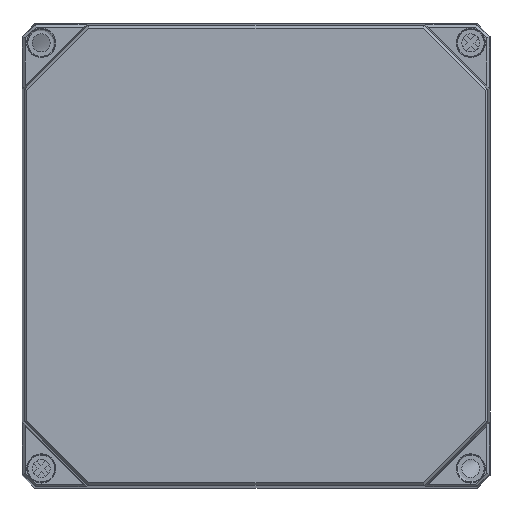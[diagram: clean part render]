
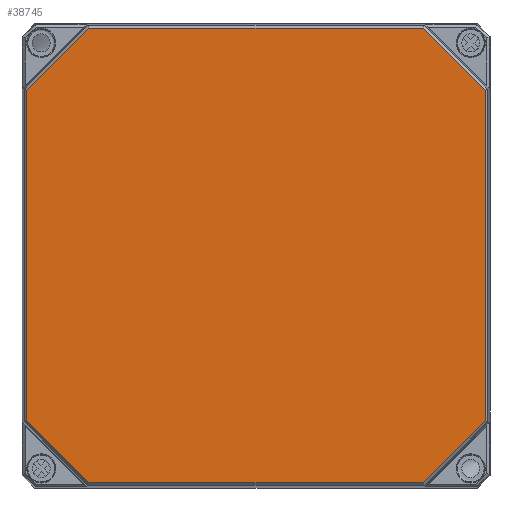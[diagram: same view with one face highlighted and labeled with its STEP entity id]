
A CAD part, top view. The second image highlights one B-rep face of the part: STEP entity #38745.
In plain terms, the highlighted planar face has unit normal (0, 0, 1).
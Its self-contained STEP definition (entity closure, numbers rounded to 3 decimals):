
#1156=PLANE('',#42052);
#4136=LINE('',#73145,#7185);
#4139=LINE('',#73150,#7188);
#4142=LINE('',#73155,#7191);
#4144=LINE('',#73159,#7193);
#4147=LINE('',#73164,#7196);
#4149=LINE('',#73168,#7198);
#4152=LINE('',#73173,#7201);
#4154=LINE('',#73176,#7203);
#7185=VECTOR('',#51061,10.);
#7188=VECTOR('',#51066,10.);
#7191=VECTOR('',#51071,10.);
#7193=VECTOR('',#51075,10.);
#7196=VECTOR('',#51080,10.);
#7198=VECTOR('',#51084,10.);
#7201=VECTOR('',#51089,10.);
#7203=VECTOR('',#51093,10.);
#10310=FACE_OUTER_BOUND('',#12813,.T.);
#12813=EDGE_LOOP('',(#34845,#34846,#34847,#34848,#34849,#34850,#34851,#34852));
#18797=VERTEX_POINT('',#73143);
#18798=VERTEX_POINT('',#73144);
#18799=VERTEX_POINT('',#73149);
#18800=VERTEX_POINT('',#73154);
#18801=VERTEX_POINT('',#73158);
#18802=VERTEX_POINT('',#73163);
#18803=VERTEX_POINT('',#73167);
#18804=VERTEX_POINT('',#73172);
#24195=EDGE_CURVE('',#18797,#18798,#4136,.T.);
#24198=EDGE_CURVE('',#18798,#18799,#4139,.T.);
#24201=EDGE_CURVE('',#18799,#18800,#4142,.T.);
#24203=EDGE_CURVE('',#18800,#18801,#4144,.T.);
#24206=EDGE_CURVE('',#18801,#18802,#4147,.T.);
#24208=EDGE_CURVE('',#18802,#18803,#4149,.T.);
#24211=EDGE_CURVE('',#18803,#18804,#4152,.T.);
#24213=EDGE_CURVE('',#18804,#18797,#4154,.T.);
#34845=ORIENTED_EDGE('',*,*,#24195,.F.);
#34846=ORIENTED_EDGE('',*,*,#24213,.F.);
#34847=ORIENTED_EDGE('',*,*,#24211,.F.);
#34848=ORIENTED_EDGE('',*,*,#24208,.F.);
#34849=ORIENTED_EDGE('',*,*,#24206,.F.);
#34850=ORIENTED_EDGE('',*,*,#24203,.F.);
#34851=ORIENTED_EDGE('',*,*,#24201,.F.);
#34852=ORIENTED_EDGE('',*,*,#24198,.F.);
#38745=ADVANCED_FACE('',(#10310),#1156,.T.);
#42052=AXIS2_PLACEMENT_3D('',#73198,#51109,#51110);
#51061=DIRECTION('',(0.707,-0.707,0.));
#51066=DIRECTION('',(0.,-1.,0.));
#51071=DIRECTION('',(-0.707,-0.707,0.));
#51075=DIRECTION('',(-1.,0.,0.));
#51080=DIRECTION('',(-0.707,0.707,0.));
#51084=DIRECTION('',(0.,1.,0.));
#51089=DIRECTION('',(0.707,0.707,0.));
#51093=DIRECTION('',(1.,0.,0.));
#51109=DIRECTION('center_axis',(0.,0.,1.));
#51110=DIRECTION('ref_axis',(1.,0.,0.));
#73143=CARTESIAN_POINT('',(65.044,88.438,93.));
#73144=CARTESIAN_POINT('',(89.188,64.294,93.));
#73145=CARTESIAN_POINT('',(70.677,82.805,93.));
#73149=CARTESIAN_POINT('',(89.188,-64.294,93.));
#73150=CARTESIAN_POINT('',(89.188,42.625,93.));
#73154=CARTESIAN_POINT('',(65.044,-88.438,93.));
#73155=CARTESIAN_POINT('',(83.18,-70.302,93.));
#73158=CARTESIAN_POINT('',(-65.044,-88.438,93.));
#73159=CARTESIAN_POINT('',(43.,-88.438,93.));
#73163=CARTESIAN_POINT('',(-89.188,-64.294,93.));
#73164=CARTESIAN_POINT('',(-70.677,-82.805,93.));
#73167=CARTESIAN_POINT('',(-89.188,64.294,93.));
#73168=CARTESIAN_POINT('',(-89.188,-42.625,93.));
#73172=CARTESIAN_POINT('',(-65.044,88.438,93.));
#73173=CARTESIAN_POINT('',(-83.18,70.302,93.));
#73176=CARTESIAN_POINT('',(-43.,88.438,93.));
#73198=CARTESIAN_POINT('Origin',(0.,0.,
93.));
